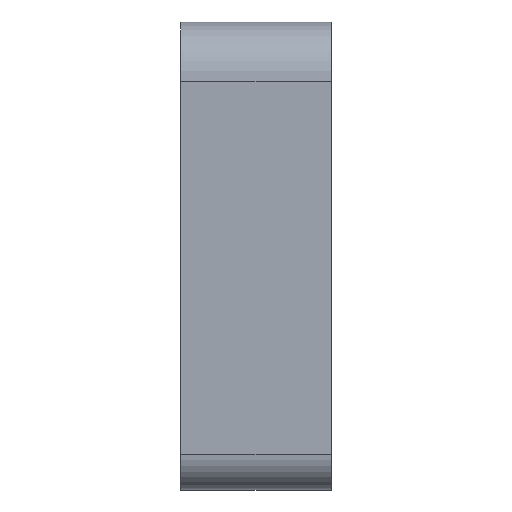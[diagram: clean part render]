
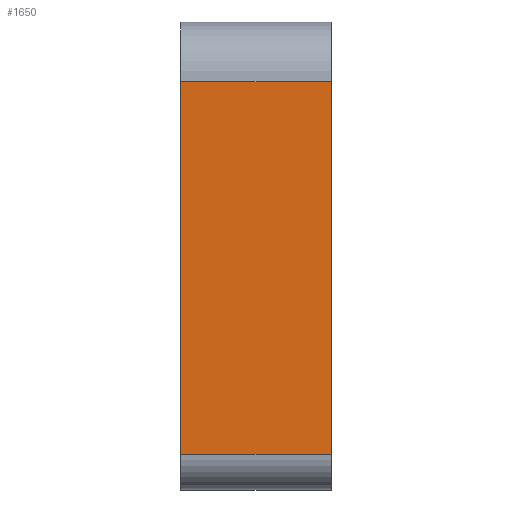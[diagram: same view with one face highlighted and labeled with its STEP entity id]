
A CAD part, left-side view. The second image highlights one B-rep face of the part: STEP entity #1650.
In plain terms, the highlighted planar face has unit normal (-1, 0, 0).
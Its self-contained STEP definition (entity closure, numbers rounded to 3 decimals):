
#109 = LINE ( 'NONE', #1287, #1296 ) ;
#112 = EDGE_CURVE ( 'NONE', #1421, #719, #109, .T. ) ;
#202 = CARTESIAN_POINT ( 'NONE',  ( -387.5, 0., -191.751 ) ) ;
#326 = VECTOR ( 'NONE', #2565, 1000. ) ;
#338 = CARTESIAN_POINT ( 'NONE',  ( -387.5, 0., -347.5 ) ) ;
#367 = VECTOR ( 'NONE', #2543, 1000. ) ;
#536 = CARTESIAN_POINT ( 'NONE',  ( -387.5, 3., -347.5 ) ) ;
#576 = DIRECTION ( 'NONE',  ( -1., 0., 0. ) ) ;
#583 = VERTEX_POINT ( 'NONE', #2091 ) ;
#719 = VERTEX_POINT ( 'NONE', #338 ) ;
#787 = ORIENTED_EDGE ( 'NONE', *, *, #2070, .T. ) ;
#867 = ORIENTED_EDGE ( 'NONE', *, *, #1900, .F. ) ;
#1096 = LINE ( 'NONE', #2508, #367 ) ;
#1151 = CARTESIAN_POINT ( 'NONE',  ( -387.5, 63., -347.5 ) ) ;
#1159 = FACE_OUTER_BOUND ( 'NONE', #1658, .T. ) ;
#1174 = PLANE ( 'NONE',  #2564 ) ;
#1183 = VERTEX_POINT ( 'NONE', #1151 ) ;
#1287 = CARTESIAN_POINT ( 'NONE',  ( -387.5, 0., 0. ) ) ;
#1296 = VECTOR ( 'NONE', #1928, 1000. ) ;
#1339 = DIRECTION ( 'NONE',  ( 0., 0., 1. ) ) ;
#1421 = VERTEX_POINT ( 'NONE', #202 ) ;
#1570 = EDGE_CURVE ( 'NONE', #1183, #583, #1743, .T. ) ;
#1580 = LINE ( 'NONE', #536, #326 ) ;
#1586 = VECTOR ( 'NONE', #1339, 1000. ) ;
#1650 = ADVANCED_FACE ( 'NONE', ( #1159 ), #1174, .T. ) ;
#1658 = EDGE_LOOP ( 'NONE', ( #1904, #867, #1991, #787 ) ) ;
#1743 = LINE ( 'NONE', #2544, #1586 ) ;
#1900 = EDGE_CURVE ( 'NONE', #583, #1421, #1096, .T. ) ;
#1904 = ORIENTED_EDGE ( 'NONE', *, *, #112, .F. ) ;
#1928 = DIRECTION ( 'NONE',  ( 0., 0., -1. ) ) ;
#1977 = CARTESIAN_POINT ( 'NONE',  ( -387.5, 3., 0. ) ) ;
#1991 = ORIENTED_EDGE ( 'NONE', *, *, #1570, .F. ) ;
#2070 = EDGE_CURVE ( 'NONE', #1183, #719, #1580, .T. ) ;
#2091 = CARTESIAN_POINT ( 'NONE',  ( -387.5, 63., -191.751 ) ) ;
#2160 = DIRECTION ( 'NONE',  ( 0., 0., 1. ) ) ;
#2508 = CARTESIAN_POINT ( 'NONE',  ( -387.5, 3., -191.751 ) ) ;
#2543 = DIRECTION ( 'NONE',  ( 0., -1., 0. ) ) ;
#2544 = CARTESIAN_POINT ( 'NONE',  ( -387.5, 63., -302.5 ) ) ;
#2564 = AXIS2_PLACEMENT_3D ( 'NONE', #1977, #576, #2160 ) ;
#2565 = DIRECTION ( 'NONE',  ( 0., -1., 0. ) ) ;
